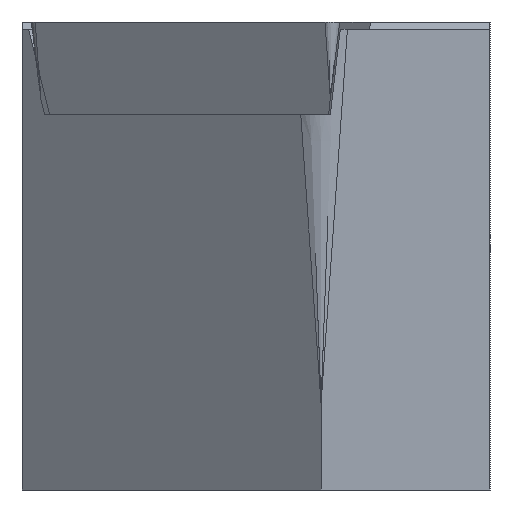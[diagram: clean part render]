
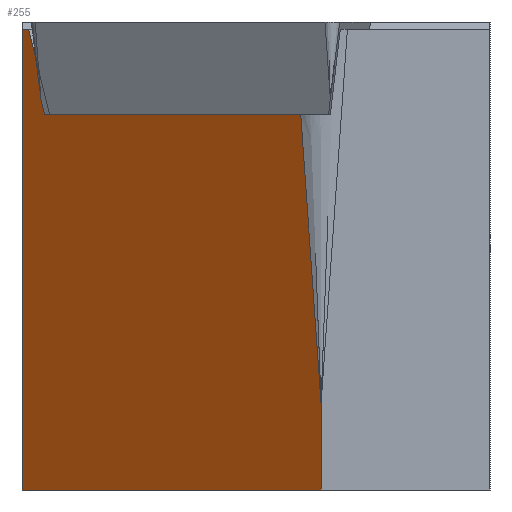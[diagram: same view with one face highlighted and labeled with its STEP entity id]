
A CAD part, left-side view. The second image highlights one B-rep face of the part: STEP entity #255.
In plain terms, the highlighted planar face has unit normal (-0.813, 0.569, -0.122).
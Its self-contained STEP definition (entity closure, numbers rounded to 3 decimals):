
#232=PLANE('',#686);
#255=ADVANCED_FACE('',(#284),#232,.F.);
#284=FACE_OUTER_BOUND('',#307,.T.);
#307=EDGE_LOOP('',(#375,#376,#377,#378,#379,#380,#381));
#375=ORIENTED_EDGE('',*,*,#525,.F.);
#376=ORIENTED_EDGE('',*,*,#526,.T.);
#377=ORIENTED_EDGE('',*,*,#527,.T.);
#378=ORIENTED_EDGE('',*,*,#528,.T.);
#379=ORIENTED_EDGE('',*,*,#529,.F.);
#380=ORIENTED_EDGE('',*,*,#530,.F.);
#381=ORIENTED_EDGE('',*,*,#521,.F.);
#472=VERTEX_POINT('',#869);
#474=VERTEX_POINT('',#872);
#477=VERTEX_POINT('',#886);
#478=VERTEX_POINT('',#888);
#479=VERTEX_POINT('',#890);
#480=VERTEX_POINT('',#892);
#481=VERTEX_POINT('',#894);
#521=EDGE_CURVE('',#472,#474,#580,.T.);
#525=EDGE_CURVE('',#477,#472,#582,.T.);
#526=EDGE_CURVE('',#477,#478,#583,.T.);
#527=EDGE_CURVE('',#478,#479,#584,.T.);
#528=EDGE_CURVE('',#479,#480,#585,.T.);
#529=EDGE_CURVE('',#481,#480,#586,.T.);
#530=EDGE_CURVE('',#474,#481,#587,.T.);
#580=LINE('',#871,#633);
#582=LINE('',#885,#635);
#583=LINE('',#887,#636);
#584=LINE('',#889,#637);
#585=LINE('',#891,#638);
#586=LINE('',#893,#639);
#587=LINE('',#895,#640);
#633=VECTOR('',#747,1.);
#635=VECTOR('',#753,1.);
#636=VECTOR('',#754,1.);
#637=VECTOR('',#755,1.);
#638=VECTOR('',#756,1.);
#639=VECTOR('',#757,1.);
#640=VECTOR('',#758,1.);
#686=AXIS2_PLACEMENT_3D('',#896,#759,#760);
#747=DIRECTION('',(0.1,-0.07,-0.993));
#753=DIRECTION('',(-0.574,-0.819,0.));
#754=DIRECTION('',(0.021,0.238,0.971));
#755=DIRECTION('',(0.574,0.819,0.));
#756=DIRECTION('',(0.148,0.,-0.989));
#757=DIRECTION('',(0.574,0.819,0.));
#758=DIRECTION('',(0.148,0.,-0.989));
#759=DIRECTION('',(0.813,-0.569,0.122));
#760=DIRECTION('',(-0.574,-0.819,0.));
#869=CARTESIAN_POINT('',(1.961,8.088,-3.97));
#871=CARTESIAN_POINT('',(1.562,8.367,0.));
#872=CARTESIAN_POINT('',(3.2,7.22,-16.289));
#885=CARTESIAN_POINT('',(1.961,8.088,-3.97));
#886=CARTESIAN_POINT('',(9.475,18.819,-3.97));
#887=CARTESIAN_POINT('',(9.5,19.106,-2.797));
#888=CARTESIAN_POINT('',(9.554,19.717,-0.3));
#889=CARTESIAN_POINT('',(-2.853,1.998,-0.3));
#890=CARTESIAN_POINT('',(9.752,20.,-0.3));
#891=CARTESIAN_POINT('',(12.426,20.,-18.138));
#892=CARTESIAN_POINT('',(12.705,20.,-20.));
#893=CARTESIAN_POINT('',(3.573,6.959,-20.));
#894=CARTESIAN_POINT('',(3.756,7.22,-20.));
#895=CARTESIAN_POINT('',(0.885,7.22,-0.844));
#896=CARTESIAN_POINT('',(1.562,8.367,0.));
